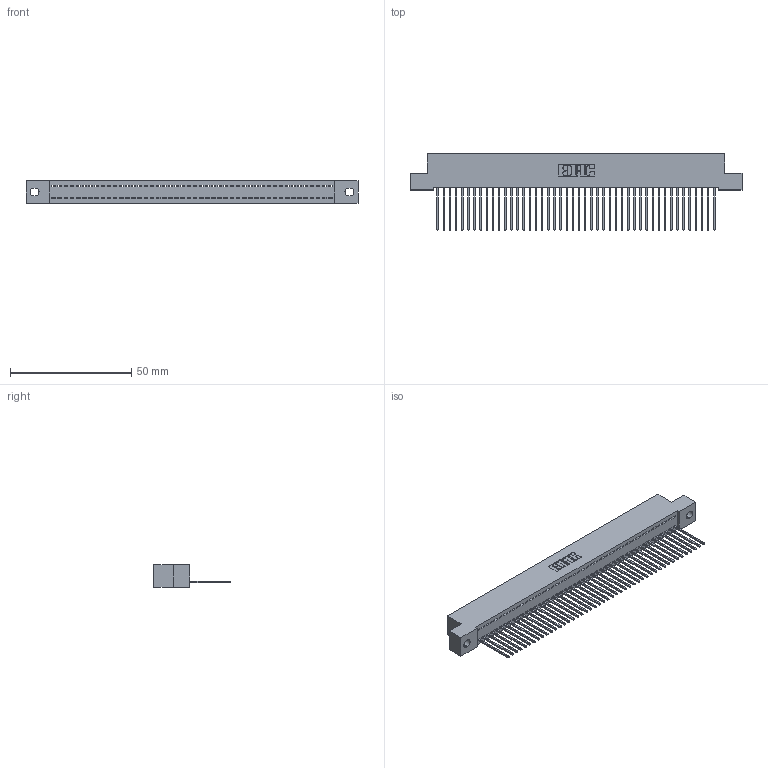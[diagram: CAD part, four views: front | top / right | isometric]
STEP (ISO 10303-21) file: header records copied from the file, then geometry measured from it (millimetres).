
FILE_DESCRIPTION (( 'STEP AP203' ), '1' );
FILE_NAME ('392-046-542-102.STEP', '2019-10-07T23:45:41', ( '' ), ( '' ), 'SwSTEP 2.0', 'SolidWorks 2016', '' );
FILE_SCHEMA (( 'CONFIG_CONTROL_DESIGN' ));
Length unit declared in the file: inch
Products named in the file (3): 342 Part_.128 Slot; 345-292-001_345-293-142; 392-046-542-102
Assembly tree (47 placements, depth 2):
  392-046-542-102
    342 Part_.128 Slot
    345-292-001_345-293-142  x46
Bounding box: 137.16 x 31.63 x 9.4 mm (x, y, z)
Volume: 12091.1 mm3; surface area: 18213.8 mm2
Topology: 47 solids, 47 shells, 2782 faces, 8407 edges, 5542 vertices
Faces by surface type: plane 2002, cylinder 780
Entity records: 27625 total; most frequent: CARTESIAN_POINT 4772, ORIENTED_EDGE 4754, DIRECTION 4017, EDGE_CURVE 2377, LINE 2249, VECTOR 2249, VERTEX_POINT 1582, AXIS2_PLACEMENT_3D 884
